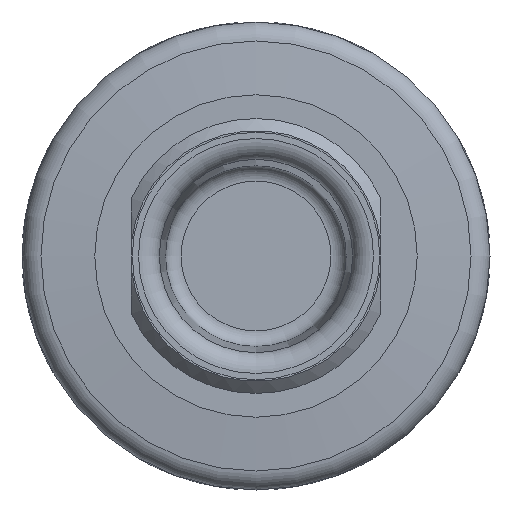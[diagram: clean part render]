
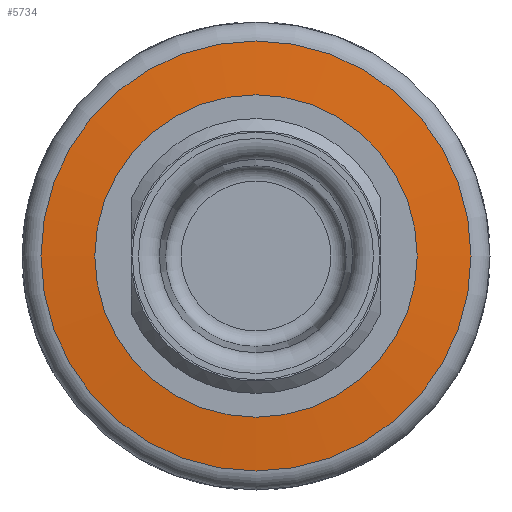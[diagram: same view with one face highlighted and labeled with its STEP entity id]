
A CAD part, front view. The second image highlights one B-rep face of the part: STEP entity #5734.
In plain terms, the highlighted conical face has half-angle 85 degrees and reference radius 20.674 mm.
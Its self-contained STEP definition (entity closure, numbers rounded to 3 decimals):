
#329=CONICAL_SURFACE('',#6049,20.674,1.484);
#396=CIRCLE('',#6048,20.674);
#397=CIRCLE('',#6050,15.5);
#685=ORIENTED_EDGE('',*,*,#1901,.F.);
#686=ORIENTED_EDGE('',*,*,#1900,.T.);
#1900=EDGE_CURVE('',#2510,#2510,#396,.T.);
#1901=EDGE_CURVE('',#2511,#2511,#397,.T.);
#2510=VERTEX_POINT('',#8211);
#2511=VERTEX_POINT('',#8214);
#3352=EDGE_LOOP('',(#685));
#3353=EDGE_LOOP('',(#686));
#3640=FACE_BOUND('',#3352,.T.);
#3641=FACE_BOUND('',#3353,.T.);
#5734=ADVANCED_FACE('',(#3640,#3641),#329,.T.);
#6048=AXIS2_PLACEMENT_3D('',#8210,#6550,#6551);
#6049=AXIS2_PLACEMENT_3D('',#8212,#6552,#6553);
#6050=AXIS2_PLACEMENT_3D('',#8213,#6554,#6555);
#6550=DIRECTION('',(0.,-1.,0.));
#6551=DIRECTION('',(0.,0.,-1.));
#6552=DIRECTION('',(0.,1.,0.));
#6553=DIRECTION('',(0.,0.,1.));
#6554=DIRECTION('',(0.,-1.,0.));
#6555=DIRECTION('',(0.,0.,-1.));
#8210=CARTESIAN_POINT('',(0.,12.453,0.));
#8211=CARTESIAN_POINT('',(0.,12.453,-20.674));
#8212=CARTESIAN_POINT('',(0.,12.453,0.));
#8213=CARTESIAN_POINT('',(0.,12.,0.));
#8214=CARTESIAN_POINT('',(0.,12.,-15.5));
